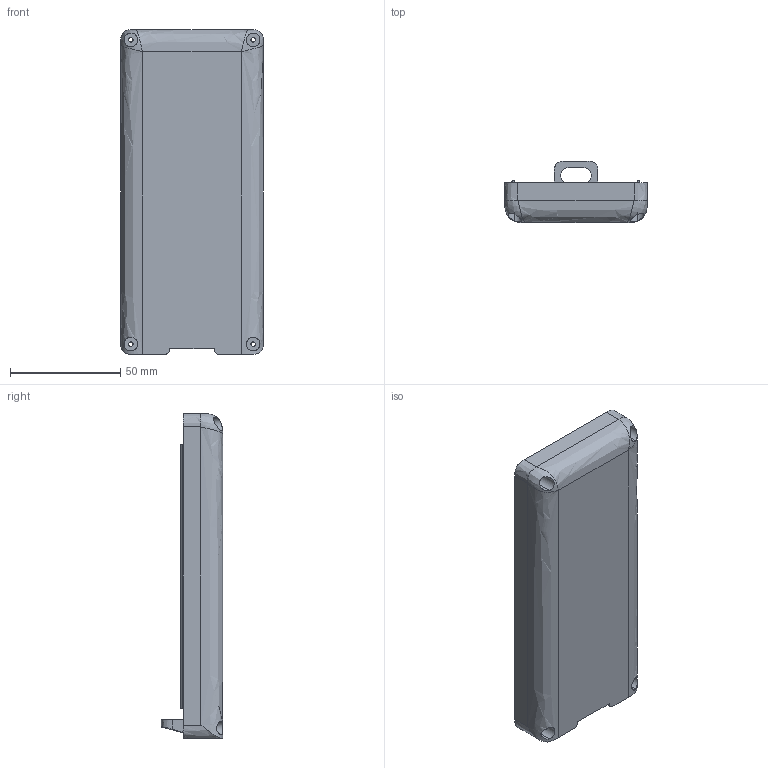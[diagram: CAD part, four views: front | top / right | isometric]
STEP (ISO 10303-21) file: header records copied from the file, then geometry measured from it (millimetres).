
FILE_DESCRIPTION (( 'STEP AP214' ), '1' );
FILE_NAME ('Base.STEP', '2025-06-08T23:30:49', ( '' ), ( '' ), 'SwSTEP 2.0', 'SolidWorks 2024', '' );
FILE_SCHEMA (( 'AUTOMOTIVE_DESIGN' ));
Length unit declared in the file: millimetre
Products named in the file (1): Base
Bounding box: 64.87 x 27.95 x 147.42 mm (x, y, z)
Volume: 63116.9 mm3; surface area: 32377 mm2
Topology: 1 solids, 1 shells, 73 faces, 190 edges, 122 vertices
Faces by surface type: plane 31, cylinder 24, bspline 15, cone 3
Entity records: 4146 total; most frequent: CARTESIAN_POINT 2449, ORIENTED_EDGE 380, DIRECTION 288, EDGE_CURVE 190, VERTEX_POINT 122, AXIS2_PLACEMENT_3D 98, LINE 92, VECTOR 92
